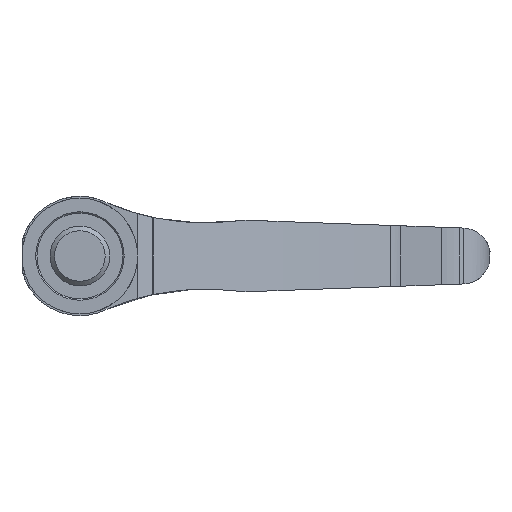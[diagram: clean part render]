
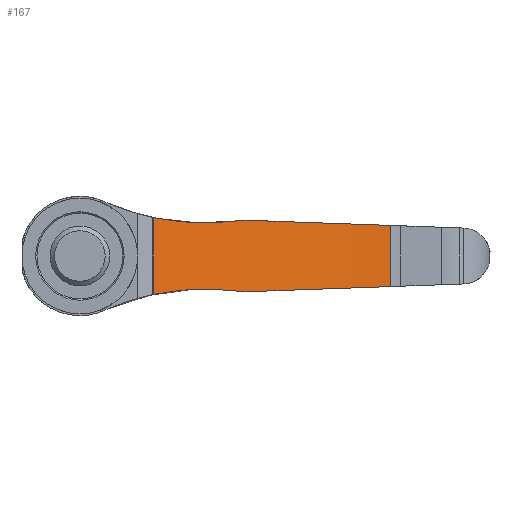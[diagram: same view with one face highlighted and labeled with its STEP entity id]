
A CAD part, front view. The second image highlights one B-rep face of the part: STEP entity #167.
In plain terms, the highlighted cylindrical face has radius 289.16 mm (diameter 578.32 mm), a partial arc.
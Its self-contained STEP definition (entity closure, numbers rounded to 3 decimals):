
#167 = ADVANCED_FACE( '', ( #353 ), #354, .F. );
#353 = FACE_OUTER_BOUND( '', #547, .T. );
#354 = CYLINDRICAL_SURFACE( '', #548, 289.16 );
#547 = EDGE_LOOP( '', ( #974, #975, #976, #977, #978, #979, #980, #981 ) );
#548 = AXIS2_PLACEMENT_3D( '', #982, #983, #984 );
#974 = ORIENTED_EDGE( '', *, *, #1228, .T. );
#975 = ORIENTED_EDGE( '', *, *, #1233, .F. );
#976 = ORIENTED_EDGE( '', *, *, #1253, .T. );
#977 = ORIENTED_EDGE( '', *, *, #1098, .T. );
#978 = ORIENTED_EDGE( '', *, *, #1191, .F. );
#979 = ORIENTED_EDGE( '', *, *, #1254, .T. );
#980 = ORIENTED_EDGE( '', *, *, #1180, .T. );
#981 = ORIENTED_EDGE( '', *, *, #1197, .F. );
#982 = CARTESIAN_POINT( '', ( 152.317, -223.239, 32. ) );
#983 = DIRECTION( '', ( 0., 0., 1. ) );
#984 = DIRECTION( '', ( -1., 0., 0. ) );
#1098 = EDGE_CURVE( '', #1299, #1297, #1300, .F. );
#1180 = EDGE_CURVE( '', #1437, #1438, #1439, .T. );
#1191 = EDGE_CURVE( '', #1451, #1297, #1453, .T. );
#1197 = EDGE_CURVE( '', #1460, #1438, #1462, .T. );
#1228 = EDGE_CURVE( '', #1460, #1500, #1502, .T. );
#1233 = EDGE_CURVE( '', #1506, #1500, #1508, .T. );
#1253 = EDGE_CURVE( '', #1506, #1299, #1532, .T. );
#1254 = EDGE_CURVE( '', #1451, #1437, #1533, .F. );
#1297 = VERTEX_POINT( '', #1583 );
#1299 = VERTEX_POINT( '', #1585 );
#1300 = ELLIPSE( '', #1586, 289.347, 289.16 );
#1437 = VERTEX_POINT( '', #2030 );
#1438 = VERTEX_POINT( '', #2031 );
#1439 = B_SPLINE_CURVE_WITH_KNOTS( '', 3, ( #2032, #2033, #2034, #2035 ), .UNSPECIFIED., .F., .F., ( 4, 4 ), ( 0., 0.002 ), .UNSPECIFIED. );
#1451 = VERTEX_POINT( '', #2051 );
#1453 = LINE( '', #2053, #2054 );
#1460 = VERTEX_POINT( '', #2061 );
#1462 = B_SPLINE_CURVE_WITH_KNOTS( '', 3, ( #2066, #2067, #2068, #2069, #2070, #2071 ), .UNSPECIFIED., .F., .F., ( 4, 2, 4 ), ( 0., 0.013, 0.025 ), .UNSPECIFIED. );
#1500 = VERTEX_POINT( '', #2141 );
#1502 = LINE( '', #2146, #2147 );
#1506 = VERTEX_POINT( '', #2152 );
#1508 = B_SPLINE_CURVE_WITH_KNOTS( '', 3, ( #2155, #2156, #2157, #2158, #2159, #2160 ), .UNSPECIFIED., .F., .F., ( 4, 2, 4 ), ( 0., 0.013, 0.025 ), .UNSPECIFIED. );
#1532 = B_SPLINE_CURVE_WITH_KNOTS( '', 3, ( #2191, #2192, #2193, #2194 ), .UNSPECIFIED., .F., .F., ( 4, 4 ), ( 0., 0.002 ), .UNSPECIFIED. );
#1533 = ELLIPSE( '', #2195, 289.347, 289.16 );
#1583 = CARTESIAN_POINT( '', ( 83.209, 57.542, -8.194 ) );
#1585 = CARTESIAN_POINT( '', ( 45.114, 45.315, -9.564 ) );
#1586 = AXIS2_PLACEMENT_3D( '', #2239, #2240, #2241 );
#2030 = CARTESIAN_POINT( '', ( 45.114, 45.315, 9.564 ) );
#2031 = CARTESIAN_POINT( '', ( 42.804, 44.381, 9.45 ) );
#2032 = CARTESIAN_POINT( '', ( 45.114, 45.315, 9.564 ) );
#2033 = CARTESIAN_POINT( '', ( 44.34, 45.006, 9.592 ) );
#2034 = CARTESIAN_POINT( '', ( 43.57, 44.694, 9.554 ) );
#2035 = CARTESIAN_POINT( '', ( 42.804, 44.381, 9.45 ) );
#2051 = CARTESIAN_POINT( '', ( 83.209, 57.542, 8.194 ) );
#2053 = CARTESIAN_POINT( '', ( 83.209, 57.542, 32. ) );
#2054 = VECTOR( '', #2380, 1000. );
#2061 = CARTESIAN_POINT( '', ( 19.824, 33.781, 10.293 ) );
#2066 = CARTESIAN_POINT( '', ( 19.824, 33.781, 10.293 ) );
#2067 = CARTESIAN_POINT( '', ( 23.558, 35.706, 9.505 ) );
#2068 = CARTESIAN_POINT( '', ( 27.339, 37.552, 9.036 ) );
#2069 = CARTESIAN_POINT( '', ( 34.998, 41.086, 8.743 ) );
#2070 = CARTESIAN_POINT( '', ( 38.876, 42.774, 8.918 ) );
#2071 = CARTESIAN_POINT( '', ( 42.804, 44.381, 9.45 ) );
#2141 = CARTESIAN_POINT( '', ( 19.824, 33.781, -10.293 ) );
#2146 = CARTESIAN_POINT( '', ( 19.824, 33.781, 32. ) );
#2147 = VECTOR( '', #2412, 1000. );
#2152 = CARTESIAN_POINT( '', ( 42.804, 44.381, -9.45 ) );
#2155 = CARTESIAN_POINT( '', ( 42.804, 44.381, -9.45 ) );
#2156 = CARTESIAN_POINT( '', ( 38.876, 42.774, -8.918 ) );
#2157 = CARTESIAN_POINT( '', ( 34.998, 41.086, -8.743 ) );
#2158 = CARTESIAN_POINT( '', ( 27.339, 37.552, -9.036 ) );
#2159 = CARTESIAN_POINT( '', ( 23.558, 35.706, -9.505 ) );
#2160 = CARTESIAN_POINT( '', ( 19.824, 33.781, -10.293 ) );
#2191 = CARTESIAN_POINT( '', ( 42.804, 44.381, -9.45 ) );
#2192 = CARTESIAN_POINT( '', ( 43.57, 44.694, -9.554 ) );
#2193 = CARTESIAN_POINT( '', ( 44.34, 45.006, -9.592 ) );
#2194 = CARTESIAN_POINT( '', ( 45.114, 45.315, -9.564 ) );
#2195 = AXIS2_PLACEMENT_3D( '', #2431, #2432, #2433 );
#2239 = CARTESIAN_POINT( '', ( 152.317, -223.239, -5.708 ) );
#2240 = DIRECTION( '', ( -0.036, 0., 0.999 ) );
#2241 = DIRECTION( '', ( -0.999, 0., -0.036 ) );
#2380 = DIRECTION( '', ( 0., 0., -1. ) );
#2412 = DIRECTION( '', ( 0., 0., -1. ) );
#2431 = CARTESIAN_POINT( '', ( 152.317, -223.239, 5.708 ) );
#2432 = DIRECTION( '', ( -0.036, 0., -0.999 ) );
#2433 = DIRECTION( '', ( 0.999, 0., -0.036 ) );
